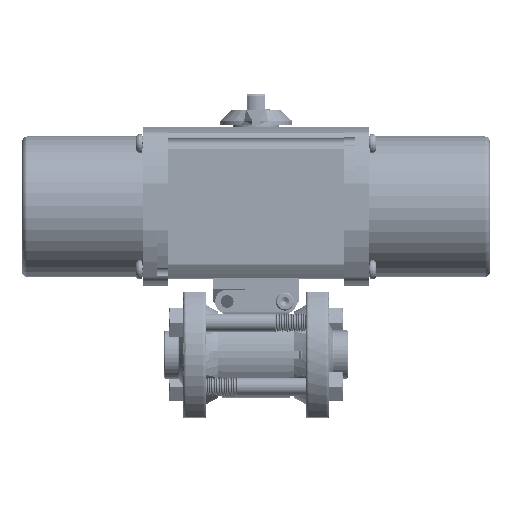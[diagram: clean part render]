
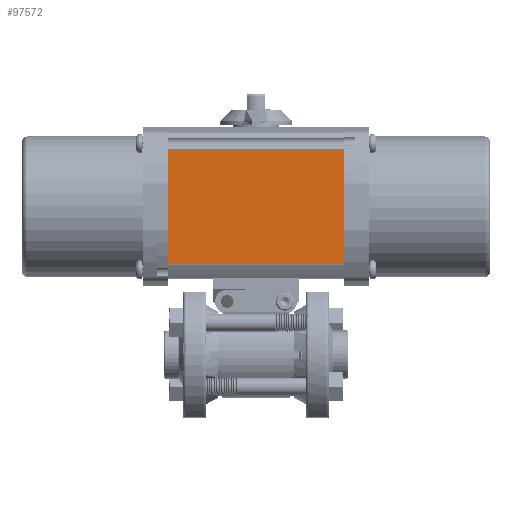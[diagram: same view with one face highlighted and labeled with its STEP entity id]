
A CAD part, top view. The second image highlights one B-rep face of the part: STEP entity #97572.
In plain terms, the highlighted planar face has unit normal (0, 0, 1).
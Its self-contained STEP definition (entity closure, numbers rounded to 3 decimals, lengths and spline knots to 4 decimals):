
#1785 = VECTOR ( 'NONE', #152486, 39.3701 ) ;
#7366 = DIRECTION ( 'NONE',  ( -1., 0., 0. ) ) ;
#8895 = DIRECTION ( 'NONE',  ( 0., 1., 0. ) ) ;
#9335 = VECTOR ( 'NONE', #7366, 39.3701 ) ;
#10218 = CARTESIAN_POINT ( 'NONE',  ( 1.5275, 3.5621, 1.17 ) ) ;
#14376 = EDGE_CURVE ( 'NONE', #124973, #74837, #193985, .T. ) ;
#17467 = VERTEX_POINT ( 'NONE', #10218 ) ;
#24079 = LINE ( 'NONE', #220250, #125359 ) ;
#33327 = CARTESIAN_POINT ( 'NONE',  ( -5.0403, 3.5694, 1.17 ) ) ;
#50426 = CARTESIAN_POINT ( 'NONE',  ( 1.5275, 3.5694, 1.17 ) ) ;
#68343 = DIRECTION ( 'NONE',  ( 0., -1., 0. ) ) ;
#74837 = VERTEX_POINT ( 'NONE', #196518 ) ;
#81754 = ORIENTED_EDGE ( 'NONE', *, *, #161732, .F. ) ;
#92455 = CARTESIAN_POINT ( 'NONE',  ( -1.5275, 1.5679, 1.17 ) ) ;
#92802 = FACE_OUTER_BOUND ( 'NONE', #202532, .T. ) ;
#93815 = ORIENTED_EDGE ( 'NONE', *, *, #166221, .T. ) ;
#95235 = CARTESIAN_POINT ( 'NONE',  ( 1.5275, 1.5679, 1.17 ) ) ;
#97018 = AXIS2_PLACEMENT_3D ( 'NONE', #33327, #170485, #68343 ) ;
#97572 = ADVANCED_FACE ( 'NONE', ( #92802 ), #118995, .F. ) ;
#109337 = EDGE_CURVE ( 'NONE', #124973, #186028, #24079, .T. ) ;
#118995 = PLANE ( 'NONE',  #97018 ) ;
#124973 = VERTEX_POINT ( 'NONE', #92455 ) ;
#125359 = VECTOR ( 'NONE', #201726, 39.3701 ) ;
#128074 = CARTESIAN_POINT ( 'NONE',  ( -1.5275, 3.5694, 1.17 ) ) ;
#131186 = ORIENTED_EDGE ( 'NONE', *, *, #14376, .F. ) ;
#132351 = LINE ( 'NONE', #50426, #1785 ) ;
#152486 = DIRECTION ( 'NONE',  ( 0., -1., 0. ) ) ;
#161732 = EDGE_CURVE ( 'NONE', #17467, #186028, #132351, .T. ) ;
#166221 = EDGE_CURVE ( 'NONE', #17467, #74837, #185386, .T. ) ;
#170485 = DIRECTION ( 'NONE',  ( 0., 0., -1. ) ) ;
#185344 = ORIENTED_EDGE ( 'NONE', *, *, #109337, .T. ) ;
#185386 = LINE ( 'NONE', #212291, #9335 ) ;
#186028 = VERTEX_POINT ( 'NONE', #95235 ) ;
#188666 = VECTOR ( 'NONE', #8895, 39.3701 ) ;
#193985 = LINE ( 'NONE', #128074, #188666 ) ;
#196518 = CARTESIAN_POINT ( 'NONE',  ( -1.5275, 3.5621, 1.17 ) ) ;
#201726 = DIRECTION ( 'NONE',  ( 1., 0., 0. ) ) ;
#202532 = EDGE_LOOP ( 'NONE', ( #81754, #93815, #131186, #185344 ) ) ;
#212291 = CARTESIAN_POINT ( 'NONE',  ( -5.0403, 3.5621, 1.17 ) ) ;
#220250 = CARTESIAN_POINT ( 'NONE',  ( -5.0403, 1.5679, 1.17 ) ) ;
